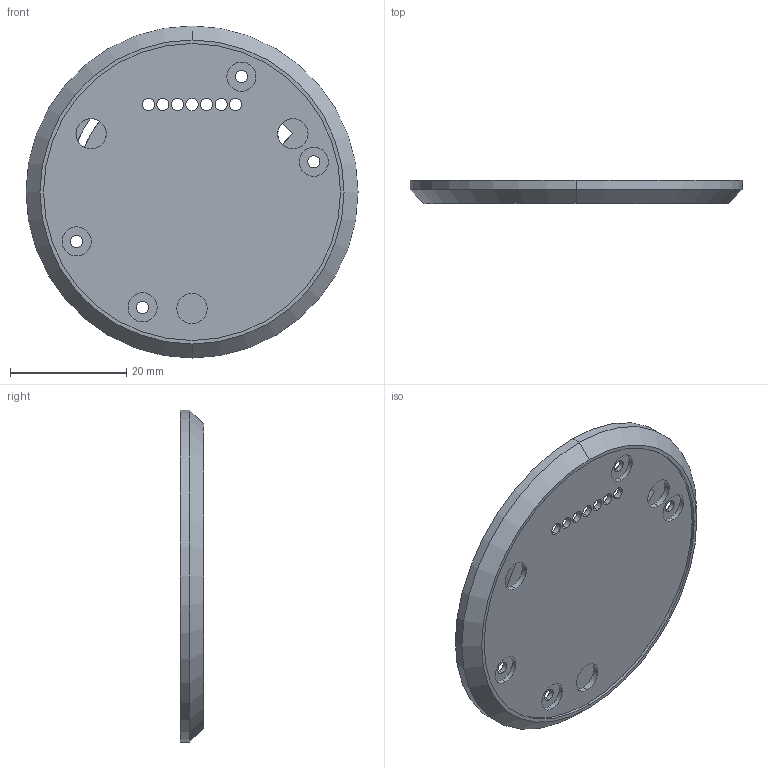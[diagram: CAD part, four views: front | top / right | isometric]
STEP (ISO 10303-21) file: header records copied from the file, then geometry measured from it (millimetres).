
FILE_DESCRIPTION (( 'STEP AP214' ), '1' );
FILE_NAME ('唅聽軞芞-菁釱0417.STEP', '2024-04-17T15:39:01', ( '' ), ( '' ), 'SwSTEP 2.0', 'SolidWorks 2022', '' );
FILE_SCHEMA (( 'AUTOMOTIVE_DESIGN' ));
Length unit declared in the file: millimetre
Products named in the file (1): 旋钮总图-底座0417
Bounding box: 57 x 4 x 57 mm (x, y, z)
Volume: 3474.8 mm3; surface area: 6242.4 mm2
Topology: 1 solids, 1 shells, 98 faces, 244 edges, 160 vertices
Faces by surface type: cylinder 74, plane 22, cone 2
Entity records: 3090 total; most frequent: DIRECTION 602, CARTESIAN_POINT 503, ORIENTED_EDGE 488, AXIS2_PLACEMENT_3D 259, EDGE_CURVE 244, CIRCLE 160, VERTEX_POINT 160, EDGE_LOOP 136
